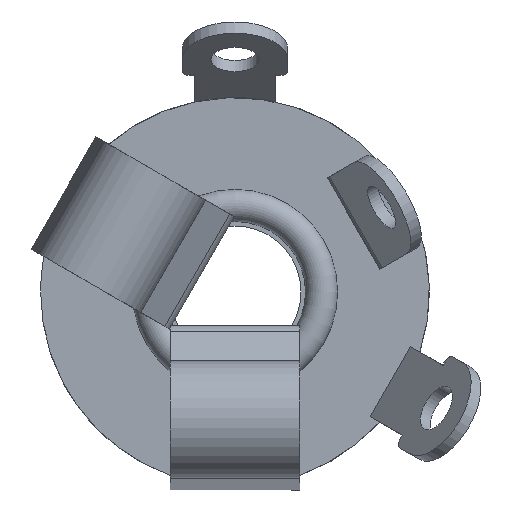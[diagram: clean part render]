
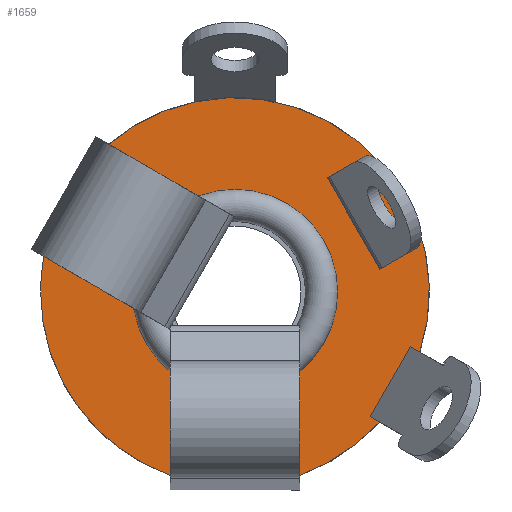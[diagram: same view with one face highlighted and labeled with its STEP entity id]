
A CAD part, left-side view. The second image highlights one B-rep face of the part: STEP entity #1659.
In plain terms, the highlighted planar face has unit normal (-1, 0, 0).
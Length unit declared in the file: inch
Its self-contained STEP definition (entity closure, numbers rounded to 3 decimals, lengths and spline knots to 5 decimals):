
#59=PLANE('',#1836);
#75=FACE_BOUND('',#281,.T.);
#76=FACE_BOUND('',#282,.T.);
#183=FACE_OUTER_BOUND('',#280,.T.);
#280=EDGE_LOOP('',(#1473,#1474,#1475,#1476,#1477,#1478,#1479,#1480,#1481));
#281=EDGE_LOOP('',(#1482,#1483,#1484,#1485));
#282=EDGE_LOOP('',(#1486));
#413=LINE('',#2895,#557);
#416=LINE('',#2901,#560);
#418=LINE('',#2905,#562);
#419=LINE('',#2909,#563);
#420=LINE('',#2912,#564);
#429=LINE('',#2937,#573);
#431=LINE('',#2940,#575);
#433=LINE('',#2944,#577);
#434=LINE('',#6514,#578);
#557=VECTOR('',#2226,39.37008);
#560=VECTOR('',#2231,39.37008);
#562=VECTOR('',#2235,39.37008);
#563=VECTOR('',#2240,39.37008);
#564=VECTOR('',#2245,39.37008);
#573=VECTOR('',#2282,39.37008);
#575=VECTOR('',#2286,39.37008);
#577=VECTOR('',#2292,39.37008);
#578=VECTOR('',#2299,39.37008);
#609=CIRCLE('',#1723,0.198);
#617=CIRCLE('',#1735,0.375);
#618=CIRCLE('',#1737,0.375);
#619=CIRCLE('',#1740,0.375);
#621=CIRCLE('',#1742,0.375);
#705=VERTEX_POINT('',#2440);
#716=VERTEX_POINT('',#2524);
#717=VERTEX_POINT('',#2525);
#720=VERTEX_POINT('',#2531);
#721=VERTEX_POINT('',#2533);
#728=VERTEX_POINT('',#2576);
#729=VERTEX_POINT('',#2578);
#731=VERTEX_POINT('',#2583);
#809=VERTEX_POINT('',#2892);
#810=VERTEX_POINT('',#2894);
#811=VERTEX_POINT('',#2898);
#812=VERTEX_POINT('',#2900);
#813=VERTEX_POINT('',#2904);
#814=VERTEX_POINT('',#2908);
#870=EDGE_CURVE('',#705,#705,#609,.T.);
#885=EDGE_CURVE('',#716,#717,#617,.T.);
#889=EDGE_CURVE('',#720,#721,#618,.T.);
#897=EDGE_CURVE('',#728,#729,#619,.T.);
#900=EDGE_CURVE('',#729,#731,#621,.T.);
#1023=EDGE_CURVE('',#809,#810,#413,.T.);
#1026=EDGE_CURVE('',#811,#812,#416,.T.);
#1028=EDGE_CURVE('',#812,#813,#418,.T.);
#1030=EDGE_CURVE('',#813,#814,#419,.T.);
#1032=EDGE_CURVE('',#814,#811,#420,.T.);
#1045=EDGE_CURVE('',#731,#716,#429,.T.);
#1047=EDGE_CURVE('',#809,#717,#431,.T.);
#1049=EDGE_CURVE('',#720,#810,#433,.T.);
#1054=EDGE_CURVE('',#721,#728,#434,.T.);
#1473=ORIENTED_EDGE('',*,*,#1049,.T.);
#1474=ORIENTED_EDGE('',*,*,#1023,.F.);
#1475=ORIENTED_EDGE('',*,*,#1047,.T.);
#1476=ORIENTED_EDGE('',*,*,#885,.F.);
#1477=ORIENTED_EDGE('',*,*,#1045,.F.);
#1478=ORIENTED_EDGE('',*,*,#900,.F.);
#1479=ORIENTED_EDGE('',*,*,#897,.F.);
#1480=ORIENTED_EDGE('',*,*,#1054,.F.);
#1481=ORIENTED_EDGE('',*,*,#889,.F.);
#1482=ORIENTED_EDGE('',*,*,#1032,.F.);
#1483=ORIENTED_EDGE('',*,*,#1030,.F.);
#1484=ORIENTED_EDGE('',*,*,#1028,.F.);
#1485=ORIENTED_EDGE('',*,*,#1026,.F.);
#1486=ORIENTED_EDGE('',*,*,#870,.F.);
#1659=ADVANCED_FACE('',(#183,#75,#76),#59,.F.);
#1723=AXIS2_PLACEMENT_3D('',#2441,#1955,#1956);
#1735=AXIS2_PLACEMENT_3D('',#2526,#1982,#1983);
#1737=AXIS2_PLACEMENT_3D('',#2534,#1988,#1989);
#1740=AXIS2_PLACEMENT_3D('',#2579,#1996,#1997);
#1742=AXIS2_PLACEMENT_3D('',#2584,#2001,#2002);
#1836=AXIS2_PLACEMENT_3D('',#6513,#2297,#2298);
#1955=DIRECTION('center_axis',(-1.,0.,0.));
#1956=DIRECTION('ref_axis',(0.,0.,
-1.));
#1982=DIRECTION('center_axis',(1.,0.,0.));
#1983=DIRECTION('ref_axis',(0.,-1.,0.));
#1988=DIRECTION('center_axis',(1.,0.,0.));
#1989=DIRECTION('ref_axis',(0.,-1.,0.));
#1996=DIRECTION('center_axis',(1.,0.,0.));
#1997=DIRECTION('ref_axis',(0.,-1.,0.));
#2001=DIRECTION('center_axis',(1.,0.,0.));
#2002=DIRECTION('ref_axis',(0.,-1.,0.));
#2226=DIRECTION('',(0.,0.5,-0.866));
#2231=DIRECTION('',(0.,0.5,0.866));
#2235=DIRECTION('',(0.,0.866,-0.5));
#2240=DIRECTION('',(0.,-0.5,-0.866));
#2245=DIRECTION('',(0.,-0.866,0.5));
#2282=DIRECTION('',(0.,-0.5,0.866));
#2286=DIRECTION('',(0.,-0.866,-0.5));
#2292=DIRECTION('',(0.,0.866,0.5));
#2297=DIRECTION('center_axis',(1.,0.,0.));
#2298=DIRECTION('ref_axis',(0.,0.,1.));
#2299=DIRECTION('',(0.,1.,0.));
#2440=CARTESIAN_POINT('',(-0.259,0.,0.198));
#2441=CARTESIAN_POINT('Origin',(-0.259,0.,0.));
#2524=CARTESIAN_POINT('',(-0.259,0.24957,0.27989));
#2525=CARTESIAN_POINT('',(-0.259,-0.35666,-0.11585));
#2526=CARTESIAN_POINT('Origin',(-0.259,0.,0.));
#2531=CARTESIAN_POINT('',(-0.259,-0.27866,-0.25095));
#2533=CARTESIAN_POINT('',(-0.259,-0.12348,-0.35409));
#2534=CARTESIAN_POINT('Origin',(-0.259,0.,0.));
#2576=CARTESIAN_POINT('',(-0.259,0.12348,-0.35409));
#2578=CARTESIAN_POINT('',(-0.259,0.375,0.));
#2579=CARTESIAN_POINT('Origin',(-0.259,0.,0.));
#2583=CARTESIAN_POINT('',(-0.259,0.36718,0.07618));
#2584=CARTESIAN_POINT('Origin',(-0.259,0.,0.));
#2892=CARTESIAN_POINT('',(-0.259,-0.33869,-0.10548));
#2894=CARTESIAN_POINT('',(-0.259,-0.26069,-0.24058));
#2895=CARTESIAN_POINT('',(-0.259,-0.33869,-0.10548));
#2898=CARTESIAN_POINT('',(-0.259,-0.30432,0.05849));
#2900=CARTESIAN_POINT('',(-0.259,-0.20282,0.2343));
#2901=CARTESIAN_POINT('',(-0.259,-0.30432,0.05849));
#2904=CARTESIAN_POINT('',(-0.259,-0.17813,0.22004));
#2905=CARTESIAN_POINT('',(-0.259,-0.19907,0.23213));
#2908=CARTESIAN_POINT('',(-0.259,-0.27963,0.04424));
#2909=CARTESIAN_POINT('',(-0.259,-0.17813,0.22004));
#2912=CARTESIAN_POINT('',(-0.259,-0.27963,0.04424));
#2937=CARTESIAN_POINT('',(-0.259,0.36718,0.07618));
#2940=CARTESIAN_POINT('',(-0.259,-0.33869,-0.10548));
#2944=CARTESIAN_POINT('',(-0.259,-0.27866,-0.25095));
#6513=CARTESIAN_POINT('Origin',(-0.259,0.39,-0.36867));
#6514=CARTESIAN_POINT('',(-0.259,0.,-0.35409));
